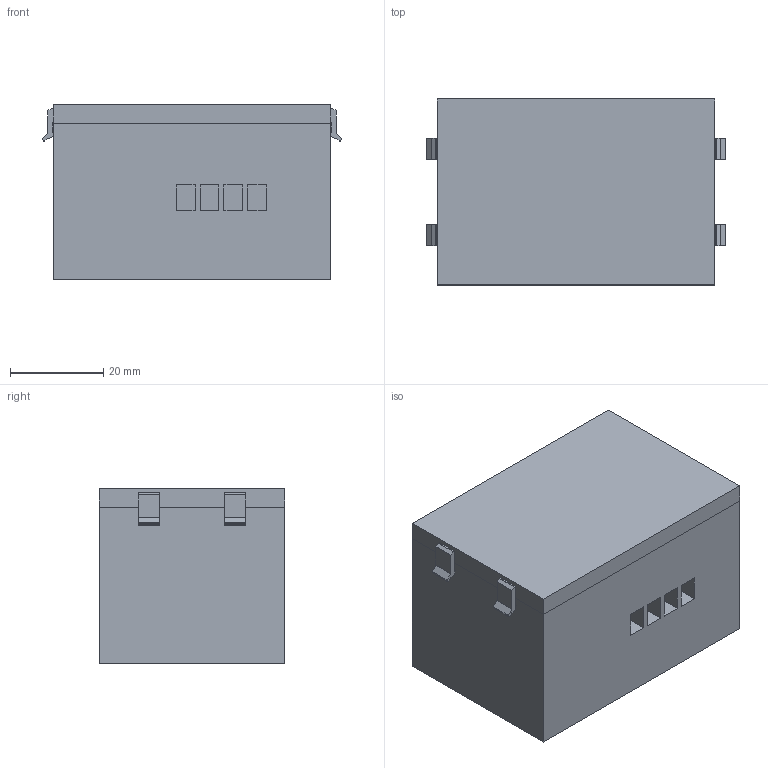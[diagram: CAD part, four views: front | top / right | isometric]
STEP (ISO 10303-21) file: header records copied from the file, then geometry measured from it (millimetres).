
FILE_DESCRIPTION(/* description */ (''),/* implementation_level */ '2;1');
FILE_NAME(/* name */ 'PCB Case alone.step',/* time_stamp */ '2021-08-21T16:17:34+01:00',/* author */ (''),/* organization */ (''),/* preprocessor_version */ 'ST-DEVELOPER v18.1',/* originating_system */ 'Autodesk Translation Framework v10.9.0.1377',/* authorisation */ '');
FILE_SCHEMA (('AUTOMOTIVE_DESIGN { 1 0 10303 214 3 1 1 }'));
Length unit declared in the file: millimetre
Products named in the file (6): PCB Case alone; Case; Walls; Base plate; Top plate; Cantilevers
Assembly tree (5 placements, depth 4):
  PCB Case alone
    Case
      Walls
      Base plate
      Top plate
        Cantilevers
Bounding box: 64.11 x 39.73 x 37.42 mm (x, y, z)
Volume: 40199.4 mm3; surface area: 22788.2 mm2
Topology: 2 solids, 2 shells, 194 faces, 519 edges, 346 vertices
Faces by surface type: plane 121, cylinder 73
Full cylindrical faces by diameter (mm): 3.2 x4, 5.2 x4, 9 x1
Entity records: 6252 total; most frequent: DIRECTION 1075, CARTESIAN_POINT 1070, ORIENTED_EDGE 1038, EDGE_CURVE 519, LINE 373, VECTOR 373, AXIS2_PLACEMENT_3D 351, VERTEX_POINT 346
